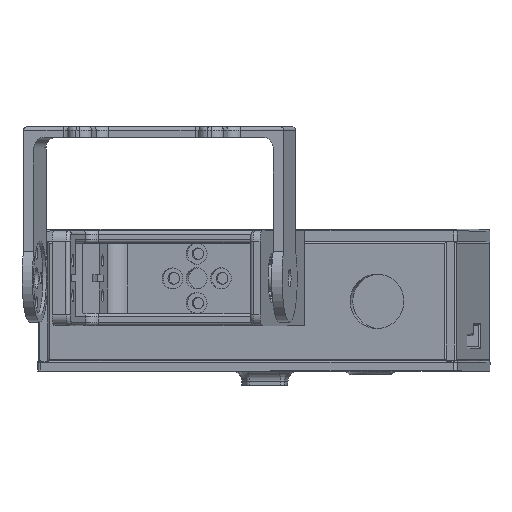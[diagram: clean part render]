
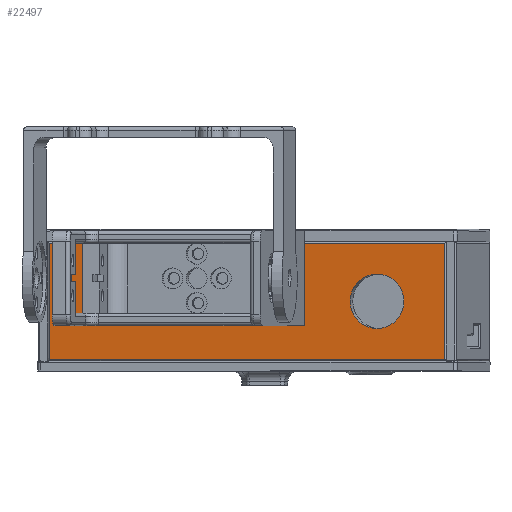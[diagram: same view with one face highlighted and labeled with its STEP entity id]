
A CAD part, top view. The second image highlights one B-rep face of the part: STEP entity #22497.
In plain terms, the highlighted face is planar.
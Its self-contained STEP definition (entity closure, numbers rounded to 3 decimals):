
#1039=FACE_BOUND('',#7265,.T.);
#1040=FACE_BOUND('',#7266,.T.);
#1041=FACE_BOUND('',#7267,.T.);
#1042=FACE_BOUND('',#7268,.T.);
#1043=FACE_BOUND('',#7269,.T.);
#1044=FACE_BOUND('',#7270,.T.);
#1315=LINE('',#31068,#3514);
#1316=LINE('',#31072,#3515);
#1319=LINE('',#31080,#3518);
#1321=LINE('',#31084,#3520);
#1335=LINE('',#31114,#3534);
#1336=LINE('',#31116,#3535);
#1337=LINE('',#31118,#3536);
#1338=LINE('',#31119,#3537);
#3514=VECTOR('',#25571,10.);
#3515=VECTOR('',#25576,10.);
#3518=VECTOR('',#25583,10.);
#3520=VECTOR('',#25589,10.);
#3534=VECTOR('',#25609,10.);
#3535=VECTOR('',#25610,10.);
#3536=VECTOR('',#25611,10.);
#3537=VECTOR('',#25612,10.);
#5980=FACE_OUTER_BOUND('',#7264,.T.);
#7264=EDGE_LOOP('',(#15037,#15038,#15039,#15040));
#7265=EDGE_LOOP('',(#15041,#15042,#15043,#15044));
#7266=EDGE_LOOP('',(#15045));
#7267=EDGE_LOOP('',(#15046,#15047));
#7268=EDGE_LOOP('',(#15048,#15049));
#7269=EDGE_LOOP('',(#15050,#15051));
#7270=EDGE_LOOP('',(#15052,#15053));
#8778=CIRCLE('',#23912,7.75);
#8779=CIRCLE('',#23913,3.);
#8780=CIRCLE('',#23914,3.);
#8781=CIRCLE('',#23915,3.);
#8782=CIRCLE('',#23916,3.);
#8783=CIRCLE('',#23917,3.);
#8784=CIRCLE('',#23918,3.);
#8785=CIRCLE('',#23919,3.);
#8786=CIRCLE('',#23920,3.);
#9369=VERTEX_POINT('',#31065);
#9370=VERTEX_POINT('',#31067);
#9371=VERTEX_POINT('',#31071);
#9374=VERTEX_POINT('',#31079);
#9386=VERTEX_POINT('',#31112);
#9387=VERTEX_POINT('',#31113);
#9388=VERTEX_POINT('',#31115);
#9389=VERTEX_POINT('',#31117);
#9390=VERTEX_POINT('',#31120);
#9391=VERTEX_POINT('',#31122);
#9392=VERTEX_POINT('',#31123);
#9393=VERTEX_POINT('',#31126);
#9394=VERTEX_POINT('',#31127);
#9395=VERTEX_POINT('',#31130);
#9396=VERTEX_POINT('',#31131);
#9397=VERTEX_POINT('',#31134);
#9398=VERTEX_POINT('',#31135);
#11610=EDGE_CURVE('',#9369,#9370,#1315,.T.);
#11612=EDGE_CURVE('',#9371,#9369,#1316,.T.);
#11616=EDGE_CURVE('',#9370,#9374,#1319,.T.);
#11619=EDGE_CURVE('',#9374,#9371,#1321,.T.);
#11633=EDGE_CURVE('',#9386,#9387,#1335,.F.);
#11634=EDGE_CURVE('',#9387,#9388,#1336,.T.);
#11635=EDGE_CURVE('',#9388,#9389,#1337,.F.);
#11636=EDGE_CURVE('',#9389,#9386,#1338,.T.);
#11637=EDGE_CURVE('',#9390,#9390,#8778,.T.);
#11638=EDGE_CURVE('',#9391,#9392,#8779,.T.);
#11639=EDGE_CURVE('',#9392,#9391,#8780,.T.);
#11640=EDGE_CURVE('',#9393,#9394,#8781,.T.);
#11641=EDGE_CURVE('',#9394,#9393,#8782,.T.);
#11642=EDGE_CURVE('',#9395,#9396,#8783,.T.);
#11643=EDGE_CURVE('',#9396,#9395,#8784,.T.);
#11644=EDGE_CURVE('',#9397,#9398,#8785,.T.);
#11645=EDGE_CURVE('',#9398,#9397,#8786,.T.);
#15037=ORIENTED_EDGE('',*,*,#11610,.F.);
#15038=ORIENTED_EDGE('',*,*,#11612,.F.);
#15039=ORIENTED_EDGE('',*,*,#11619,.F.);
#15040=ORIENTED_EDGE('',*,*,#11616,.F.);
#15041=ORIENTED_EDGE('',*,*,#11633,.T.);
#15042=ORIENTED_EDGE('',*,*,#11634,.T.);
#15043=ORIENTED_EDGE('',*,*,#11635,.T.);
#15044=ORIENTED_EDGE('',*,*,#11636,.T.);
#15045=ORIENTED_EDGE('',*,*,#11637,.T.);
#15046=ORIENTED_EDGE('',*,*,#11638,.T.);
#15047=ORIENTED_EDGE('',*,*,#11639,.T.);
#15048=ORIENTED_EDGE('',*,*,#11640,.T.);
#15049=ORIENTED_EDGE('',*,*,#11641,.T.);
#15050=ORIENTED_EDGE('',*,*,#11642,.T.);
#15051=ORIENTED_EDGE('',*,*,#11643,.T.);
#15052=ORIENTED_EDGE('',*,*,#11644,.T.);
#15053=ORIENTED_EDGE('',*,*,#11645,.T.);
#21797=PLANE('',#23911);
#22497=ADVANCED_FACE('',(#5980,#1039,#1040,#1041,#1042,#1043,#1044),#21797,
 .F.);
#23911=AXIS2_PLACEMENT_3D('',#31111,#25607,#25608);
#23912=AXIS2_PLACEMENT_3D('',#31121,#25613,#25614);
#23913=AXIS2_PLACEMENT_3D('',#31124,#25615,#25616);
#23914=AXIS2_PLACEMENT_3D('',#31125,#25617,#25618);
#23915=AXIS2_PLACEMENT_3D('',#31128,#25619,#25620);
#23916=AXIS2_PLACEMENT_3D('',#31129,#25621,#25622);
#23917=AXIS2_PLACEMENT_3D('',#31132,#25623,#25624);
#23918=AXIS2_PLACEMENT_3D('',#31133,#25625,#25626);
#23919=AXIS2_PLACEMENT_3D('',#31136,#25627,#25628);
#23920=AXIS2_PLACEMENT_3D('',#31137,#25629,#25630);
#25571=DIRECTION('',(1.,0.,0.));
#25576=DIRECTION('',(0.,-1.,0.));
#25583=DIRECTION('',(0.,1.,0.));
#25589=DIRECTION('',(-1.,0.,0.));
#25607=DIRECTION('center_axis',(0.,0.,1.));
#25608=DIRECTION('ref_axis',(1.,0.,0.));
#25609=DIRECTION('',(0.,-1.,0.));
#25610=DIRECTION('',(-1.,0.,0.));
#25611=DIRECTION('',(0.,1.,0.));
#25612=DIRECTION('',(1.,0.,0.));
#25613=DIRECTION('center_axis',(0.,0.,1.));
#25614=DIRECTION('ref_axis',(-1.,0.,0.));
#25615=DIRECTION('center_axis',(0.,0.,1.));
#25616=DIRECTION('ref_axis',(-1.,0.,0.));
#25617=DIRECTION('center_axis',(0.,0.,1.));
#25618=DIRECTION('ref_axis',(-1.,0.,0.));
#25619=DIRECTION('center_axis',(0.,0.,1.));
#25620=DIRECTION('ref_axis',(-1.,0.,0.));
#25621=DIRECTION('center_axis',(0.,0.,1.));
#25622=DIRECTION('ref_axis',(-1.,0.,0.));
#25623=DIRECTION('center_axis',(0.,0.,1.));
#25624=DIRECTION('ref_axis',(-1.,0.,0.));
#25625=DIRECTION('center_axis',(0.,0.,1.));
#25626=DIRECTION('ref_axis',(-1.,0.,0.));
#25627=DIRECTION('center_axis',(0.,0.,1.));
#25628=DIRECTION('ref_axis',(-1.,0.,0.));
#25629=DIRECTION('center_axis',(0.,0.,1.));
#25630=DIRECTION('ref_axis',(-1.,0.,0.));
#31065=CARTESIAN_POINT('',(-14.5,0.5,0.2));
#31067=CARTESIAN_POINT('',(99.5,0.5,0.2));
#31068=CARTESIAN_POINT('',(20.,0.5,0.2));
#31071=CARTESIAN_POINT('',(-14.5,33.5,0.2));
#31072=CARTESIAN_POINT('',(-14.5,22.5,0.2));
#31079=CARTESIAN_POINT('',(99.5,33.5,0.2));
#31080=CARTESIAN_POINT('',(99.5,7.5,0.2));
#31084=CARTESIAN_POINT('',(60.,33.5,0.2));
#31111=CARTESIAN_POINT('Origin',(40.,15.,0.2));
#31112=CARTESIAN_POINT('',(50.,3.,0.2));
#31113=CARTESIAN_POINT('',(50.,23.,0.2));
#31114=CARTESIAN_POINT('',(50.,19.,0.2));
#31115=CARTESIAN_POINT('',(10.,23.,0.2));
#31116=CARTESIAN_POINT('',(45.,23.,0.2));
#31117=CARTESIAN_POINT('',(10.,3.,0.2));
#31118=CARTESIAN_POINT('',(10.,9.,0.2));
#31119=CARTESIAN_POINT('',(25.,3.,0.2));
#31120=CARTESIAN_POINT('',(87.75,17.,0.2));
#31121=CARTESIAN_POINT('Origin',(80.,17.,0.2));
#31122=CARTESIAN_POINT('',(51.5,18.,0.2));
#31123=CARTESIAN_POINT('',(57.5,18.,0.2));
#31124=CARTESIAN_POINT('Origin',(54.5,18.,0.2));
#31125=CARTESIAN_POINT('Origin',(54.5,18.,0.2));
#31126=CARTESIAN_POINT('',(2.5,18.,0.2));
#31127=CARTESIAN_POINT('',(8.5,18.,0.2));
#31128=CARTESIAN_POINT('Origin',(5.5,18.,0.2));
#31129=CARTESIAN_POINT('Origin',(5.5,18.,0.2));
#31130=CARTESIAN_POINT('',(2.5,8.,0.2));
#31131=CARTESIAN_POINT('',(8.5,8.,0.2));
#31132=CARTESIAN_POINT('Origin',(5.5,8.,0.2));
#31133=CARTESIAN_POINT('Origin',(5.5,8.,0.2));
#31134=CARTESIAN_POINT('',(51.5,8.,0.2));
#31135=CARTESIAN_POINT('',(57.5,8.,0.2));
#31136=CARTESIAN_POINT('Origin',(54.5,8.,0.2));
#31137=CARTESIAN_POINT('Origin',(54.5,8.,0.2));
